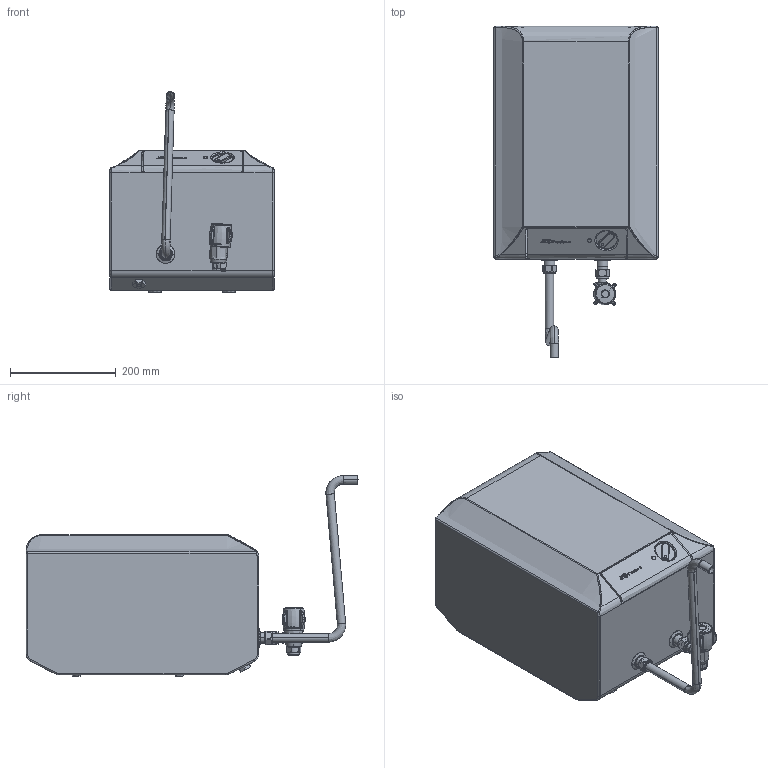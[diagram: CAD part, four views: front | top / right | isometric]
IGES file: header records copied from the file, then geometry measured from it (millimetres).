
Start section: SolidWorks IGES file using analytic representation for surfaces
Global section: file name: IGSP4102.IGS; native system: SolidWorks 2016; preprocessor: SolidWorks 2016; author: paulg; date: 160310.085749; units: millimetre
Bounding box: 310 x 627.35 x 379.12 mm (x, y, z)
Surface area: 1292080.9 mm2 (no closed solid volume)
Topology: 0 solids, 0 shells, 763 faces, 9328 edges, 9302 vertices
Faces by surface type: bspline 530, revolution 233
